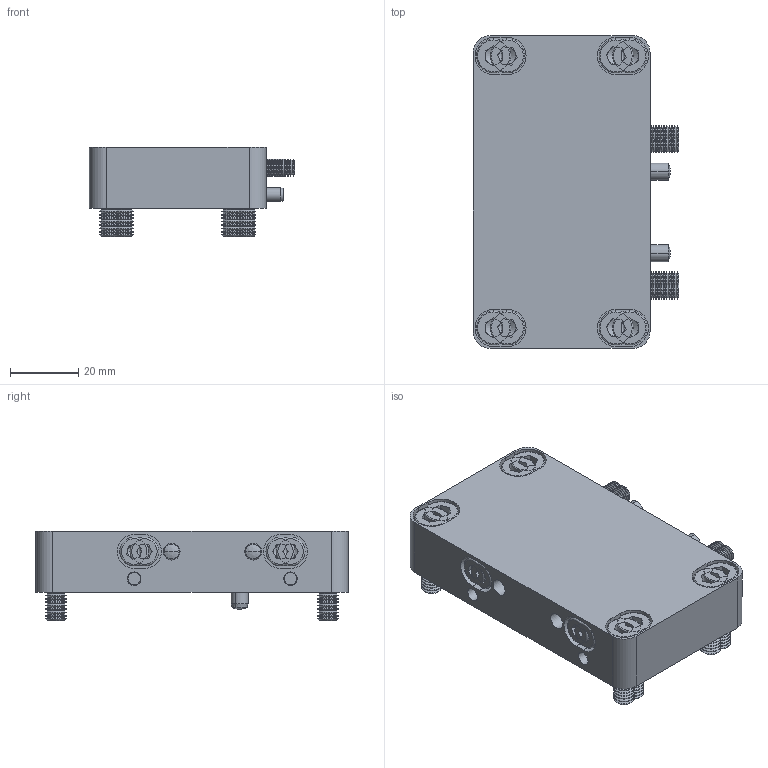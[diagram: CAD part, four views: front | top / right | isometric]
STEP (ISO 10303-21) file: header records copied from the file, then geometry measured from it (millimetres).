
FILE_DESCRIPTION (( 'STEP AP214' ), '1' );
FILE_NAME ('0186-2412_250424_GM50!51-37_DM03-37!48-AP.STEP', '2025-04-24T14:42:12', ( '' ), ( '' ), 'SwSTEP 2.0', 'SolidWorks 2024', '' );
FILE_SCHEMA (( 'AUTOMOTIVE_DESIGN' ));
Length unit declared in the file: millimetre
Products named in the file (6): 0230-0237_zyl.-schr._i-6kt_M6x20_8.8_v-b1; 0186-2412_250424_GM50!51-37_DM03-37!48-AP; 0230-0441_Zyl.-Stift_4x12_STAHL-GH; 0230-0846_Zyl.-Stift_5x12_STAHL-GH; 0180-3611_GM50!51k-37_DM03-37!48-AP; 0230-0495_zyl.-schr._i-6kt_M5x55_8.8_v-b
Assembly tree (19 placements, depth 2):
  0186-2412_250424_GM50!51-37_DM03-37!48-AP
    0180-3611_GM50!51k-37_DM03-37!48-AP
    0230-0441_Zyl.-Stift_4x12_STAHL-GH  x2
    0230-0846_Zyl.-Stift_5x12_STAHL-GH  x4
    0230-0237_zyl.-schr._i-6kt_M6x20_8.8_v-b1  x8
    0230-0495_zyl.-schr._i-6kt_M5x55_8.8_v-b  x4
Bounding box: 60.4 x 92 x 26.4 mm (x, y, z)
Volume: 83091 mm3; surface area: 36059.6 mm2
Topology: 19 solids, 19 shells, 1172 faces, 2438 edges, 1324 vertices
Faces by surface type: cone 568, cylinder 338, plane 226, torus 24, sphere 16
Full cylindrical faces by diameter (mm): 4 x4, 5 x138, 6 x144, 8.5 x4, 10 x8
Entity records: 7190 total; most frequent: DIRECTION 1338, CARTESIAN_POINT 1114, ORIENTED_EDGE 898, AXIS2_PLACEMENT_3D 579, EDGE_LOOP 492, EDGE_CURVE 449, VERTEX_POINT 355, FACE_OUTER_BOUND 354
